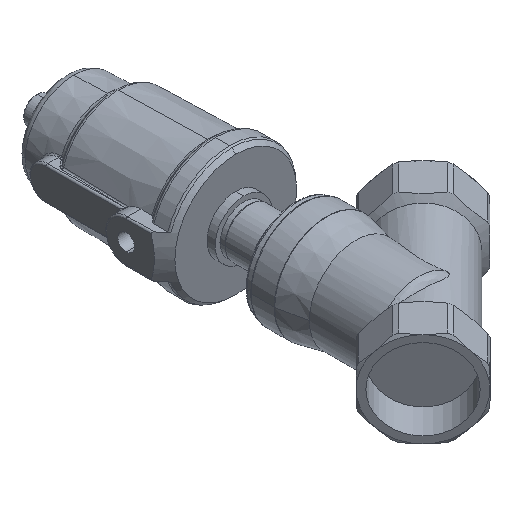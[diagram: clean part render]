
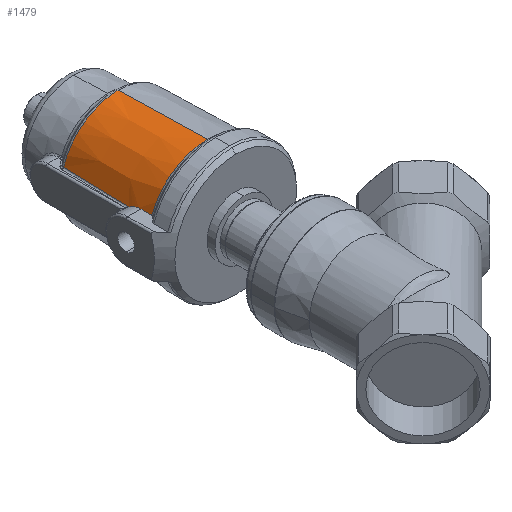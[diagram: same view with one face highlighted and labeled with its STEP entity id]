
A CAD part, isometric view. The second image highlights one B-rep face of the part: STEP entity #1479.
In plain terms, the highlighted conical face has half-angle 1.366 degrees and reference radius 35.23 mm.
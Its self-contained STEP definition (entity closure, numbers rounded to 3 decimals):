
#38 = EDGE_CURVE ( 'NONE', #2367, #2941, #6439, .T. ) ;
#595 = VERTEX_POINT ( 'NONE', #1622 ) ;
#628 = LINE ( 'NONE', #7072, #5411 ) ;
#659 = CIRCLE ( 'NONE', #5644, 35.23 ) ;
#669 = ORIENTED_EDGE ( 'NONE', *, *, #1451, .T. ) ;
#951 = CARTESIAN_POINT ( 'NONE',  ( -64.293, 57.62, 5.009 ) ) ;
#959 = EDGE_CURVE ( 'NONE', #2941, #5394, #659, .T. ) ;
#989 = VERTEX_POINT ( 'NONE', #6030 ) ;
#1095 = CARTESIAN_POINT ( 'NONE',  ( -97.102, 14.525, 17.199 ) ) ;
#1125 = CARTESIAN_POINT ( 'NONE',  ( -96.867, 44.598, 15.698 ) ) ;
#1153 = CARTESIAN_POINT ( 'NONE',  ( -96.541, 57.62, 15.695 ) ) ;
#1179 = DIRECTION ( 'NONE',  ( 0., -1., 0. ) ) ;
#1199 = CARTESIAN_POINT ( 'NONE',  ( -97.198, 31.386, 15.701 ) ) ;
#1210 = CARTESIAN_POINT ( 'NONE',  ( -97.532, 17.985, 15.703 ) ) ;
#1282 = CARTESIAN_POINT ( 'NONE',  ( -64.293, 4.869, 5.009 ) ) ;
#1288 = DIRECTION ( 'NONE',  ( 0., 0., -1. ) ) ;
#1317 = B_SPLINE_CURVE_WITH_KNOTS ( 'NONE', 3,
 ( #1153, #1125, #1199, #1210 ),
 .UNSPECIFIED., .F., .F.,
 ( 4, 4 ),
 ( 0., 1. ),
 .UNSPECIFIED. ) ;
#1451 = EDGE_CURVE ( 'NONE', #595, #989, #1317, .T. ) ;
#1479 = ADVANCED_FACE ( 'NONE', ( #3177 ), #6396, .T. ) ;
#1592 = DIRECTION ( 'NONE',  ( -1., 0., 0. ) ) ;
#1622 = CARTESIAN_POINT ( 'NONE',  ( -96.541, 57.62, 15.695 ) ) ;
#2367 = VERTEX_POINT ( 'NONE', #3729 ) ;
#2504 = CIRCLE ( 'NONE', #2762, 33.972 ) ;
#2762 = AXIS2_PLACEMENT_3D ( 'NONE', #951, #5304, #1592 ) ;
#2941 = VERTEX_POINT ( 'NONE', #6640 ) ;
#3177 = FACE_OUTER_BOUND ( 'NONE', #5024, .T. ) ;
#3526 = CARTESIAN_POINT ( 'NONE',  ( -97.193, 4.869, 17.609 ) ) ;
#3729 = CARTESIAN_POINT ( 'NONE',  ( -97.028, 11.322, 17.609 ) ) ;
#3905 = CARTESIAN_POINT ( 'NONE',  ( -97.051, 13.662, 17.394 ) ) ;
#4327 = EDGE_CURVE ( 'NONE', #989, #2367, #4741, .T. ) ;
#4545 = ORIENTED_EDGE ( 'NONE', *, *, #4327, .T. ) ;
#4737 = VERTEX_POINT ( 'NONE', #5306 ) ;
#4741 = B_SPLINE_CURVE_WITH_KNOTS ( 'NONE', 3,
 ( #6241, #7550, #6702, #1095, #7125, #3905, #5631, #7295, #7205, #7241 ),
 .UNSPECIFIED., .F., .F.,
 ( 4, 2, 2, 2, 4 ),
 ( 0., 0.004, 0.004, 0.005, 0.007 ),
 .UNSPECIFIED. ) ;
#4929 = AXIS2_PLACEMENT_3D ( 'NONE', #1282, #1179, #1288 ) ;
#5024 = EDGE_LOOP ( 'NONE', ( #5196, #7464, #669, #4545, #7164, #5113 ) ) ;
#5104 = EDGE_CURVE ( 'NONE', #4737, #5394, #628, .T. ) ;
#5113 = ORIENTED_EDGE ( 'NONE', *, *, #959, .T. ) ;
#5196 = ORIENTED_EDGE ( 'NONE', *, *, #5104, .F. ) ;
#5304 = DIRECTION ( 'NONE',  ( 0., -1., 0. ) ) ;
#5306 = CARTESIAN_POINT ( 'NONE',  ( -64.293, 57.62, 38.981 ) ) ;
#5394 = VERTEX_POINT ( 'NONE', #7449 ) ;
#5411 = VECTOR ( 'NONE', #7113, 1000. ) ;
#5631 = CARTESIAN_POINT ( 'NONE',  ( -97.039, 13.372, 17.445 ) ) ;
#5644 = AXIS2_PLACEMENT_3D ( 'NONE', #6912, #6860, #6842 ) ;
#6030 = CARTESIAN_POINT ( 'NONE',  ( -97.532, 17.985, 15.703 ) ) ;
#6241 = CARTESIAN_POINT ( 'NONE',  ( -97.532, 17.985, 15.703 ) ) ;
#6396 = CONICAL_SURFACE ( 'NONE', #4929, 35.23, 0.024 ) ;
#6439 = B_SPLINE_CURVE_WITH_KNOTS ( 'NONE', 3,
 ( #7505, #7879, #7870, #3526 ),
 .UNSPECIFIED., .F., .F.,
 ( 4, 4 ),
 ( 0., 0.006 ),
 .UNSPECIFIED. ) ;
#6640 = CARTESIAN_POINT ( 'NONE',  ( -97.193, 4.869, 17.609 ) ) ;
#6702 = CARTESIAN_POINT ( 'NONE',  ( -97.215, 15.933, 16.794 ) ) ;
#6842 = DIRECTION ( 'NONE',  ( -1., 0., 0. ) ) ;
#6860 = DIRECTION ( 'NONE',  ( 0., 1., 0. ) ) ;
#6912 = CARTESIAN_POINT ( 'NONE',  ( -64.293, 4.869, 5.009 ) ) ;
#7072 = CARTESIAN_POINT ( 'NONE',  ( -64.293, 4.869, 40.239 ) ) ;
#7113 = DIRECTION ( 'NONE',  ( 0., -1., 0.024 ) ) ;
#7125 = CARTESIAN_POINT ( 'NONE',  ( -97.082, 14.238, 17.271 ) ) ;
#7164 = ORIENTED_EDGE ( 'NONE', *, *, #38, .T. ) ;
#7205 = CARTESIAN_POINT ( 'NONE',  ( -97.013, 11.914, 17.609 ) ) ;
#7219 = EDGE_CURVE ( 'NONE', #4737, #595, #2504, .T. ) ;
#7241 = CARTESIAN_POINT ( 'NONE',  ( -97.028, 11.322, 17.609 ) ) ;
#7295 = CARTESIAN_POINT ( 'NONE',  ( -97.014, 12.5, 17.568 ) ) ;
#7449 = CARTESIAN_POINT ( 'NONE',  ( -64.293, 4.869, 40.239 ) ) ;
#7464 = ORIENTED_EDGE ( 'NONE', *, *, #7219, .T. ) ;
#7505 = CARTESIAN_POINT ( 'NONE',  ( -97.028, 11.322, 17.609 ) ) ;
#7550 = CARTESIAN_POINT ( 'NONE',  ( -97.358, 16.992, 16.322 ) ) ;
#7870 = CARTESIAN_POINT ( 'NONE',  ( -97.138, 7.02, 17.609 ) ) ;
#7879 = CARTESIAN_POINT ( 'NONE',  ( -97.083, 9.171, 17.609 ) ) ;
